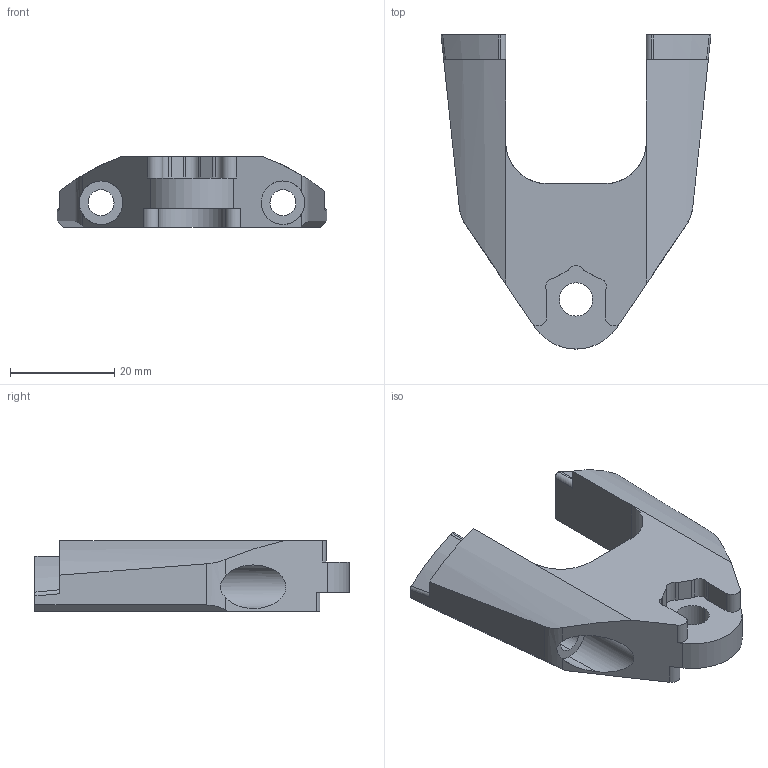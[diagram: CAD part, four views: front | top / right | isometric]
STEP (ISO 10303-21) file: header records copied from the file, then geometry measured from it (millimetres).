
FILE_DESCRIPTION (( 'STEP AP214' ), '1' );
FILE_NAME ('WCP-0366 Rev2.STEP', '2023-10-03T20:35:09', ( '' ), ( '' ), 'SwSTEP 2.0', 'SolidWorks 2022', '' );
FILE_SCHEMA (( 'AUTOMOTIVE_DESIGN' ));
Length unit declared in the file: inch
Products named in the file (1): WCP-0366 Rev2
Bounding box: 51.79 x 60.33 x 13.63 mm (x, y, z)
Volume: 15039.7 mm3; surface area: 7581 mm2
Topology: 1 solids, 1 shells, 75 faces, 217 edges, 144 vertices
Faces by surface type: cylinder 46, plane 27, bspline 2
Entity records: 2685 total; most frequent: CARTESIAN_POINT 655, ORIENTED_EDGE 434, DIRECTION 417, EDGE_CURVE 217, AXIS2_PLACEMENT_3D 154, VERTEX_POINT 144, LINE 109, VECTOR 109
